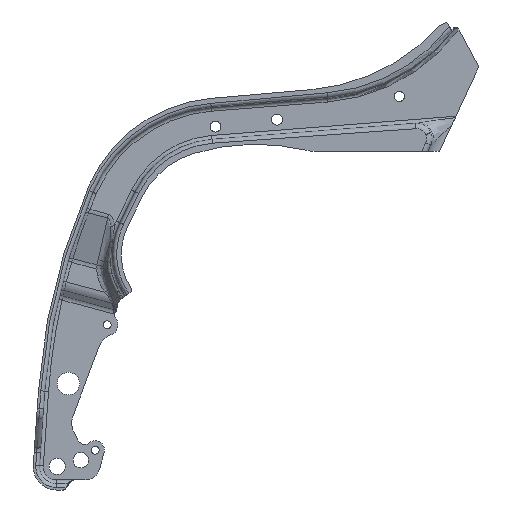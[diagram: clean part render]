
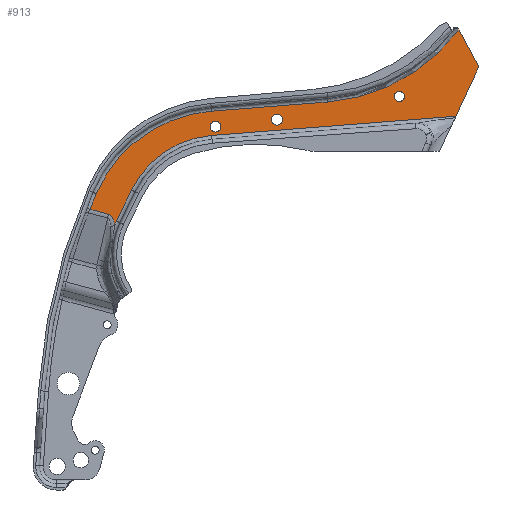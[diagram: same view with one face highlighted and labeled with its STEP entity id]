
A CAD part, front view. The second image highlights one B-rep face of the part: STEP entity #913.
In plain terms, the highlighted planar face has unit normal (0, -1, 0).
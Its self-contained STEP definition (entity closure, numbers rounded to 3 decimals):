
#119=FACE_BOUND('',#1464,.T.);
#120=FACE_BOUND('',#1465,.T.);
#121=FACE_BOUND('',#1466,.T.);
#122=FACE_BOUND('',#1467,.T.);
#279=CIRCLE('',#3935,97.841);
#296=CIRCLE('',#3974,7.);
#298=CIRCLE('',#3977,7.);
#300=CIRCLE('',#3980,6.5);
#302=CIRCLE('',#3985,233.);
#306=CIRCLE('',#3992,126.);
#333=CIRCLE('',#4044,787.646);
#334=CIRCLE('',#4045,177.);
#458=PLANE('',#4046);
#517=LINE('',#14811,#666);
#521=LINE('',#14818,#670);
#522=LINE('',#14828,#671);
#523=LINE('',#14832,#672);
#526=LINE('',#15322,#675);
#557=LINE('',#16887,#706);
#666=VECTOR('',#4458,1.);
#670=VECTOR('',#4464,1.);
#671=VECTOR('',#4477,1.);
#672=VECTOR('',#4482,1.);
#675=VECTOR('',#4501,1.);
#706=VECTOR('',#4624,1.);
#913=ADVANCED_FACE('BODY.2',(#119,#120,#121,#122),#458,.F.);
#1464=EDGE_LOOP('',(#2356,#2357,#2358,#2359,#2360,#2361,#2362,#2363,#2364,
#2365,#2366,#2367));
#1465=EDGE_LOOP('',(#2368));
#1466=EDGE_LOOP('',(#2369));
#1467=EDGE_LOOP('',(#2370));
#2356=ORIENTED_EDGE('',*,*,#3557,.T.);
#2357=ORIENTED_EDGE('',*,*,#3558,.T.);
#2358=ORIENTED_EDGE('',*,*,#3462,.T.);
#2359=ORIENTED_EDGE('',*,*,#3311,.F.);
#2360=ORIENTED_EDGE('',*,*,#3458,.F.);
#2361=ORIENTED_EDGE('',*,*,#3461,.T.);
#2362=ORIENTED_EDGE('',*,*,#3460,.F.);
#2363=ORIENTED_EDGE('',*,*,#3449,.T.);
#2364=ORIENTED_EDGE('',*,*,#3453,.F.);
#2365=ORIENTED_EDGE('',*,*,#3455,.T.);
#2366=ORIENTED_EDGE('',*,*,#3475,.T.);
#2367=ORIENTED_EDGE('',*,*,#3559,.T.);
#2368=ORIENTED_EDGE('',*,*,#3448,.T.);
#2369=ORIENTED_EDGE('',*,*,#3446,.T.);
#2370=ORIENTED_EDGE('',*,*,#3444,.T.);
#2930=VERTEX_POINT('',#9266);
#2931=VERTEX_POINT('',#9268);
#2969=VERTEX_POINT('',#11691);
#2973=VERTEX_POINT('',#11819);
#3011=VERTEX_POINT('',#14745);
#3013=VERTEX_POINT('',#14750);
#3015=VERTEX_POINT('',#14755);
#3016=VERTEX_POINT('',#14812);
#3019=VERTEX_POINT('',#14822);
#3020=VERTEX_POINT('',#14827);
#3021=VERTEX_POINT('',#14831);
#3022=VERTEX_POINT('',#14858);
#3029=VERTEX_POINT('',#15321);
#3080=VERTEX_POINT('',#16885);
#3081=VERTEX_POINT('',#16886);
#3311=EDGE_CURVE('',#2930,#2931,#279,.T.);
#3444=EDGE_CURVE('',#3011,#3011,#296,.T.);
#3446=EDGE_CURVE('',#3013,#3013,#298,.T.);
#3448=EDGE_CURVE('',#3015,#3015,#300,.T.);
#3449=EDGE_CURVE('',#2973,#3016,#517,.T.);
#3453=EDGE_CURVE('',#2969,#3016,#521,.T.);
#3455=EDGE_CURVE('',#2969,#3019,#302,.T.);
#3458=EDGE_CURVE('',#3020,#2930,#522,.T.);
#3460=EDGE_CURVE('',#2973,#3021,#523,.T.);
#3461=EDGE_CURVE('',#3020,#3021,#306,.T.);
#3462=EDGE_CURVE('',#3022,#2931,#3847,.T.);
#3475=EDGE_CURVE('',#3019,#3029,#526,.T.);
#3557=EDGE_CURVE('',#3080,#3081,#333,.T.);
#3558=EDGE_CURVE('',#3081,#3022,#557,.T.);
#3559=EDGE_CURVE('',#3029,#3080,#334,.T.);
#3847=B_SPLINE_CURVE_WITH_KNOTS('',3,(#14836,#14837,#14838,#14839,#14840,
#14841,#14842,#14843,#14844,#14845,#14846,#14847,#14848,#14849,#14850,#14851,
#14852,#14853,#14854,#14855,#14856,#14857),.UNSPECIFIED.,.F.,.F.,(4,1,2,
2,1,1,2,2,1,1,1,2,2,4),(0.,0.062,0.094,0.125,
0.187,0.219,0.234,0.25,
0.375,0.437,0.469,0.484,
0.5,1.),.UNSPECIFIED.);
#3935=AXIS2_PLACEMENT_3D('',#9267,#4353,#4354);
#3974=AXIS2_PLACEMENT_3D('',#14744,#4442,#4443);
#3977=AXIS2_PLACEMENT_3D('',#14749,#4448,#4449);
#3980=AXIS2_PLACEMENT_3D('',#14754,#4454,#4455);
#3985=AXIS2_PLACEMENT_3D('',#14823,#4469,#4470);
#3992=AXIS2_PLACEMENT_3D('',#14834,#4485,#4486);
#4044=AXIS2_PLACEMENT_3D('',#16884,#4622,#4623);
#4045=AXIS2_PLACEMENT_3D('',#16888,#4625,#4626);
#4046=AXIS2_PLACEMENT_3D('',#16889,#4627,#4628);
#4353=DIRECTION('',(0.,-1.,0.));
#4354=DIRECTION('',(1.,0.,0.));
#4442=DIRECTION('',(0.,1.,0.));
#4443=DIRECTION('',(0.,0.,1.));
#4448=DIRECTION('',(0.,1.,0.));
#4449=DIRECTION('',(0.,0.,1.));
#4454=DIRECTION('',(0.,1.,0.));
#4455=DIRECTION('',(0.,0.,1.));
#4458=DIRECTION('',(0.423,0.,0.906));
#4464=DIRECTION('',(0.469,0.,-0.883));
#4469=DIRECTION('',(0.,1.,0.));
#4470=DIRECTION('',(0.,0.,1.));
#4477=DIRECTION('',(-0.438,0.,-0.899));
#4482=DIRECTION('',(-0.997,0.,-0.078));
#4485=DIRECTION('',(0.,1.,0.));
#4486=DIRECTION('',(0.,0.,1.));
#4501=DIRECTION('',(-0.997,0.,-0.078));
#4622=DIRECTION('',(0.,-1.,0.));
#4623=DIRECTION('',(0.,0.,1.));
#4624=DIRECTION('',(0.966,0.,-0.259));
#4625=DIRECTION('',(0.,-1.,0.));
#4626=DIRECTION('',(0.,0.,1.));
#4627=DIRECTION('',(0.,1.,0.));
#4628=DIRECTION('',(1.,0.,0.));
#9266=CARTESIAN_POINT('',(62.061,18.,209.891));
#9267=CARTESIAN_POINT('',(150.,18.,167.));
#9268=CARTESIAN_POINT('',(59.43,18.,204.013));
#11691=CARTESIAN_POINT('',(504.376,18.,457.472));
#11819=CARTESIAN_POINT('',(500.418,18.,345.428));
#14744=CARTESIAN_POINT('',(190.,18.,332.));
#14745=CARTESIAN_POINT('',(190.,18.,339.));
#14749=CARTESIAN_POINT('',(269.492,18.,341.));
#14750=CARTESIAN_POINT('',(269.492,18.,348.));
#14754=CARTESIAN_POINT('',(427.5,18.,371.));
#14755=CARTESIAN_POINT('',(427.5,18.,377.5));
#14811=CARTESIAN_POINT('',(278.734,18.,-129.976));
#14812=CARTESIAN_POINT('',(530.103,18.,409.087));
#14818=CARTESIAN_POINT('',(517.239,18.,433.28));
#14822=CARTESIAN_POINT('',(335.402,18.,363.842));
#14823=CARTESIAN_POINT('',(317.121,18.,596.124));
#14827=CARTESIAN_POINT('',(81.738,18.,250.235));
#14828=CARTESIAN_POINT('',(86.624,18.,260.252));
#14831=CARTESIAN_POINT('',(185.1,18.,320.612));
#14832=CARTESIAN_POINT('',(256.391,18.,326.222));
#14834=CARTESIAN_POINT('',(194.986,18.,195.));
#14836=CARTESIAN_POINT('',(51.807,18.,218.753));
#14837=CARTESIAN_POINT('',(52.257,18.,218.625));
#14838=CARTESIAN_POINT('',(52.908,18.,218.366));
#14839=CARTESIAN_POINT('',(53.524,18.,218.004));
#14840=CARTESIAN_POINT('',(53.926,18.,217.74));
#14841=CARTESIAN_POINT('',(54.156,18.,217.57));
#14842=CARTESIAN_POINT('',(54.637,18.,217.184));
#14843=CARTESIAN_POINT('',(55.098,18.,216.754));
#14844=CARTESIAN_POINT('',(55.597,18.,216.174));
#14845=CARTESIAN_POINT('',(55.804,18.,215.909));
#14846=CARTESIAN_POINT('',(55.939,18.,215.729));
#14847=CARTESIAN_POINT('',(56.024,18.,215.611));
#14848=CARTESIAN_POINT('',(56.457,18.,214.997));
#14849=CARTESIAN_POINT('',(56.987,18.,214.085));
#14850=CARTESIAN_POINT('',(57.525,18.,212.857));
#14851=CARTESIAN_POINT('',(57.774,18.,212.203));
#14852=CARTESIAN_POINT('',(57.876,18.,211.913));
#14853=CARTESIAN_POINT('',(57.944,18.,211.718));
#14854=CARTESIAN_POINT('',(57.988,18.,211.586));
#14855=CARTESIAN_POINT('',(58.698,18.,209.427));
#14856=CARTESIAN_POINT('',(59.171,18.,206.925));
#14857=CARTESIAN_POINT('',(59.43,18.,204.013));
#14858=CARTESIAN_POINT('',(51.807,18.,218.753));
#15321=CARTESIAN_POINT('',(184.837,18.,351.993));
#15322=CARTESIAN_POINT('',(280.376,18.,359.512));
#16884=CARTESIAN_POINT('',(760.,18.,-65.));
#16885=CARTESIAN_POINT('',(36.035,18.,245.26));
#16886=CARTESIAN_POINT('',(27.762,18.,225.196));
#16887=CARTESIAN_POINT('',(58.159,18.,217.051));
#16888=CARTESIAN_POINT('',(198.725,18.,175.538));
#16889=CARTESIAN_POINT('',(0.,18.,0.));
